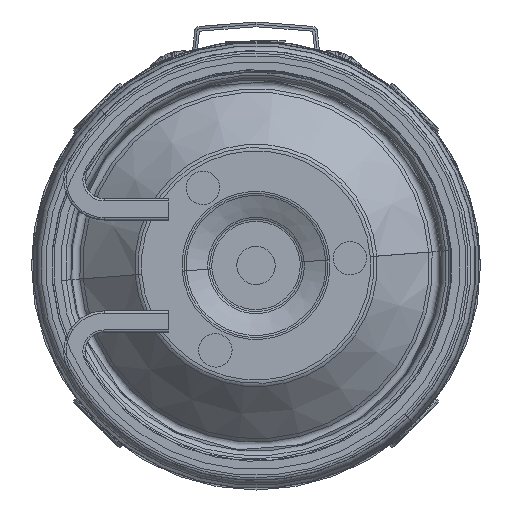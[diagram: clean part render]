
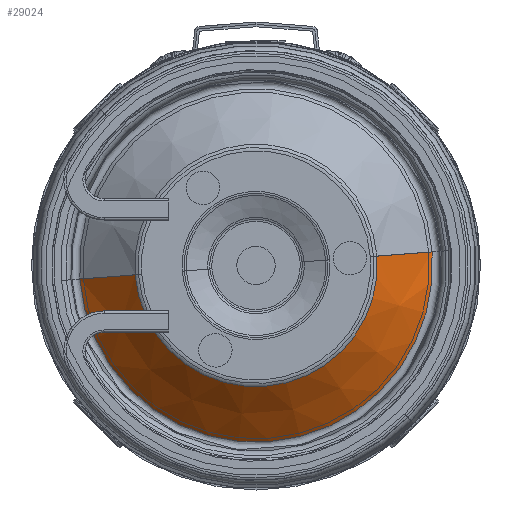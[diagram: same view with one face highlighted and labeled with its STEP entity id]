
A CAD part, front view. The second image highlights one B-rep face of the part: STEP entity #29024.
In plain terms, the highlighted conical face has half-angle 46.546 degrees and reference radius 25.375 mm.
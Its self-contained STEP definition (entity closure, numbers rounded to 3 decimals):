
#377 = CARTESIAN_POINT ( 'NONE',  ( 0., 0.548, -25.376 ) ) ;
#2339 = DIRECTION ( 'NONE',  ( 0., 0.688, 0.726 ) ) ;
#2560 = EDGE_CURVE ( 'NONE', #37709, #27730, #4536, .T. ) ;
#2827 = DIRECTION ( 'NONE',  ( 0., 0., 1. ) ) ;
#4536 = CIRCLE ( 'NONE', #10300, 36.962 ) ;
#5864 = DIRECTION ( 'NONE',  ( 0., 0., 1. ) ) ;
#6533 = ORIENTED_EDGE ( 'NONE', *, *, #11687, .F. ) ;
#8560 = ORIENTED_EDGE ( 'NONE', *, *, #30729, .T. ) ;
#9214 = DIRECTION ( 'NONE',  ( 0., 0.688, -0.726 ) ) ;
#9912 = CARTESIAN_POINT ( 'NONE',  ( 0., 0.548, -25.376 ) ) ;
#10300 = AXIS2_PLACEMENT_3D ( 'NONE', #17978, #26417, #26812 ) ;
#11547 = CONICAL_SURFACE ( 'NONE', #14120, 25.376, 0.812 ) ;
#11687 = EDGE_CURVE ( 'NONE', #13745, #37709, #27645, .T. ) ;
#12065 = DIRECTION ( 'NONE',  ( 0., 1., 0. ) ) ;
#12084 = EDGE_CURVE ( 'NONE', #19261, #27730, #36218, .T. ) ;
#13745 = VERTEX_POINT ( 'NONE', #9912 ) ;
#13943 = ORIENTED_EDGE ( 'NONE', *, *, #12084, .T. ) ;
#14120 = AXIS2_PLACEMENT_3D ( 'NONE', #21107, #33344, #5864 ) ;
#17117 = VECTOR ( 'NONE', #9214, 1000. ) ;
#17978 = CARTESIAN_POINT ( 'NONE',  ( 0., 11.526, 0. ) ) ;
#19261 = VERTEX_POINT ( 'NONE', #35155 ) ;
#21107 = CARTESIAN_POINT ( 'NONE',  ( 0., 0.548, 0. ) ) ;
#24429 = ORIENTED_EDGE ( 'NONE', *, *, #2560, .F. ) ;
#24438 = CARTESIAN_POINT ( 'NONE',  ( 0., 11.526, -36.962 ) ) ;
#26073 = EDGE_LOOP ( 'NONE', ( #6533, #8560, #13943, #24429 ) ) ;
#26417 = DIRECTION ( 'NONE',  ( 0., 1., 0. ) ) ;
#26423 = AXIS2_PLACEMENT_3D ( 'NONE', #33313, #12065, #2827 ) ;
#26770 = VECTOR ( 'NONE', #2339, 1000. ) ;
#26812 = DIRECTION ( 'NONE',  ( 0., 0., 1. ) ) ;
#27126 = FACE_OUTER_BOUND ( 'NONE', #26073, .T. ) ;
#27645 = LINE ( 'NONE', #377, #17117 ) ;
#27730 = VERTEX_POINT ( 'NONE', #38555 ) ;
#29024 = ADVANCED_FACE ( 'NONE', ( #27126 ), #11547, .T. ) ;
#30258 = CIRCLE ( 'NONE', #26423, 25.376 ) ;
#30729 = EDGE_CURVE ( 'NONE', #13745, #19261, #30258, .T. ) ;
#33233 = CARTESIAN_POINT ( 'NONE',  ( 0., 0.548, 25.376 ) ) ;
#33313 = CARTESIAN_POINT ( 'NONE',  ( 0., 0.548, 0. ) ) ;
#33344 = DIRECTION ( 'NONE',  ( 0., 1., 0. ) ) ;
#35155 = CARTESIAN_POINT ( 'NONE',  ( 0., 0.548, 25.376 ) ) ;
#36218 = LINE ( 'NONE', #33233, #26770 ) ;
#37709 = VERTEX_POINT ( 'NONE', #24438 ) ;
#38555 = CARTESIAN_POINT ( 'NONE',  ( 0., 11.526, 36.962 ) ) ;
